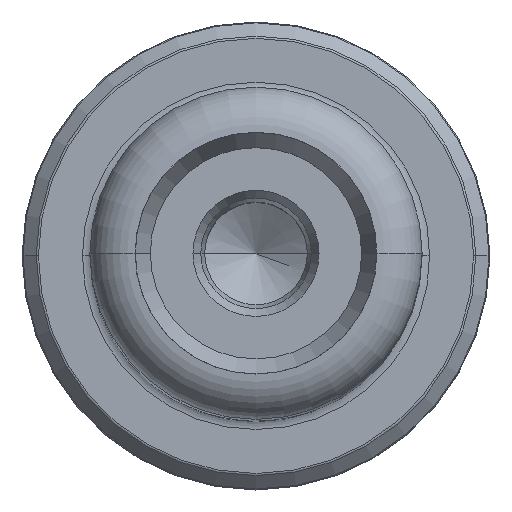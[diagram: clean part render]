
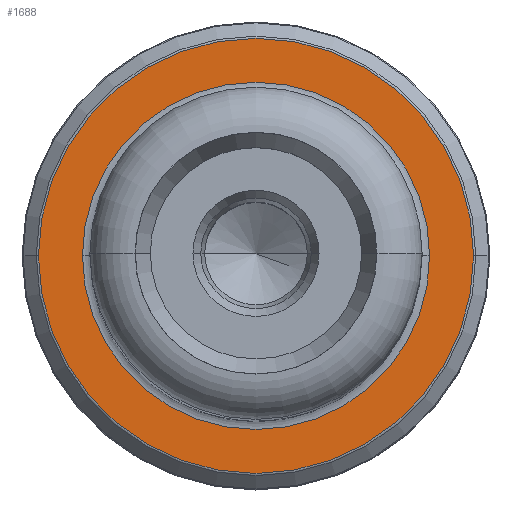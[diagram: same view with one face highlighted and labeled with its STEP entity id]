
A CAD part, top view. The second image highlights one B-rep face of the part: STEP entity #1688.
In plain terms, the highlighted planar face has unit normal (0, 0, 1).
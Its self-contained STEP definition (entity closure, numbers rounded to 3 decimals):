
#92 = CARTESIAN_POINT ( 'NONE',  ( 11.503, 0., 24. ) ) ;
#193 = AXIS2_PLACEMENT_3D ( 'NONE', #2564, #1073, #712 ) ;
#344 = FACE_OUTER_BOUND ( 'NONE', #1360, .T. ) ;
#599 = VERTEX_POINT ( 'NONE', #92 ) ;
#626 = EDGE_CURVE ( 'NONE', #2631, #752, #1197, .T. ) ;
#671 = DIRECTION ( 'NONE',  ( 0., 0., 1. ) ) ;
#712 = DIRECTION ( 'NONE',  ( 1., 0., 0. ) ) ;
#752 = VERTEX_POINT ( 'NONE', #3410 ) ;
#874 = CARTESIAN_POINT ( 'NONE',  ( 0., 0., 24. ) ) ;
#877 = VERTEX_POINT ( 'NONE', #2860 ) ;
#910 = FACE_BOUND ( 'NONE', #3738, .T. ) ;
#938 = DIRECTION ( 'NONE',  ( 0., 0., 1. ) ) ;
#1057 = DIRECTION ( 'NONE',  ( 0., 0., 1. ) ) ;
#1060 = ORIENTED_EDGE ( 'NONE', *, *, #1397, .T. ) ;
#1062 = AXIS2_PLACEMENT_3D ( 'NONE', #2807, #1057, #2233 ) ;
#1073 = DIRECTION ( 'NONE',  ( 0., 0., 1. ) ) ;
#1101 = CARTESIAN_POINT ( 'NONE',  ( -14.417, 0., 24. ) ) ;
#1196 = PLANE ( 'NONE',  #1384 ) ;
#1197 = CIRCLE ( 'NONE', #1062, 14.417 ) ;
#1360 = EDGE_LOOP ( 'NONE', ( #1060, #1568 ) ) ;
#1384 = AXIS2_PLACEMENT_3D ( 'NONE', #2495, #3315, #2429 ) ;
#1397 = EDGE_CURVE ( 'NONE', #752, #2631, #3263, .T. ) ;
#1568 = ORIENTED_EDGE ( 'NONE', *, *, #626, .T. ) ;
#1688 = ADVANCED_FACE ( 'NONE', ( #910, #344 ), #1196, .T. ) ;
#1944 = AXIS2_PLACEMENT_3D ( 'NONE', #3333, #671, #3046 ) ;
#2140 = CIRCLE ( 'NONE', #2189, 11.503 ) ;
#2189 = AXIS2_PLACEMENT_3D ( 'NONE', #874, #938, #3020 ) ;
#2233 = DIRECTION ( 'NONE',  ( 1., 0., 0. ) ) ;
#2379 = EDGE_CURVE ( 'NONE', #877, #599, #2765, .T. ) ;
#2429 = DIRECTION ( 'NONE',  ( 1., 0., 0. ) ) ;
#2495 = CARTESIAN_POINT ( 'NONE',  ( 0., 0., 24. ) ) ;
#2564 = CARTESIAN_POINT ( 'NONE',  ( 0., 0., 24. ) ) ;
#2609 = ORIENTED_EDGE ( 'NONE', *, *, #3729, .F. ) ;
#2631 = VERTEX_POINT ( 'NONE', #1101 ) ;
#2765 = CIRCLE ( 'NONE', #1944, 11.503 ) ;
#2807 = CARTESIAN_POINT ( 'NONE',  ( 0., 0., 24. ) ) ;
#2860 = CARTESIAN_POINT ( 'NONE',  ( -11.503, 0., 24. ) ) ;
#3020 = DIRECTION ( 'NONE',  ( -1., 0., 0. ) ) ;
#3046 = DIRECTION ( 'NONE',  ( -1., 0., 0. ) ) ;
#3148 = ORIENTED_EDGE ( 'NONE', *, *, #2379, .F. ) ;
#3263 = CIRCLE ( 'NONE', #193, 14.417 ) ;
#3315 = DIRECTION ( 'NONE',  ( 0., 0., 1. ) ) ;
#3333 = CARTESIAN_POINT ( 'NONE',  ( 0., 0., 24. ) ) ;
#3410 = CARTESIAN_POINT ( 'NONE',  ( 14.417, 0., 24. ) ) ;
#3729 = EDGE_CURVE ( 'NONE', #599, #877, #2140, .T. ) ;
#3738 = EDGE_LOOP ( 'NONE', ( #3148, #2609 ) ) ;
